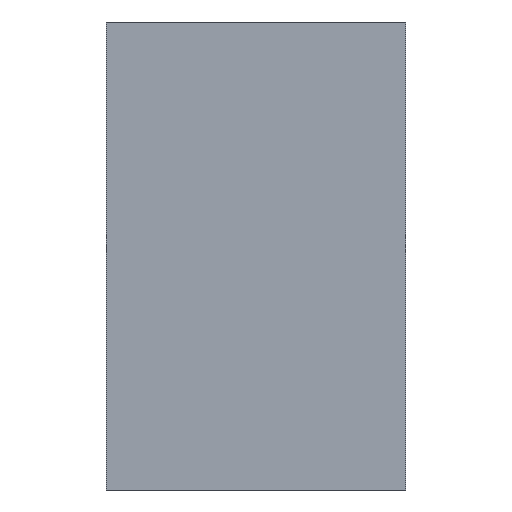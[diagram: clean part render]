
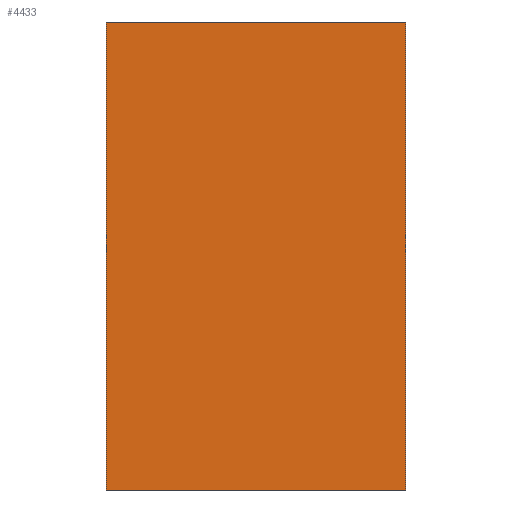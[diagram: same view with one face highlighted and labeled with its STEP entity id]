
A CAD part, left-side view. The second image highlights one B-rep face of the part: STEP entity #4433.
In plain terms, the highlighted planar face has unit normal (-1, 0, 0).
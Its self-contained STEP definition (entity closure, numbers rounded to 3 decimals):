
#60=DIRECTION('',(0.,0.,1.));
#61=VECTOR('',#60,0.5);
#62=CARTESIAN_POINT('',(-0.5,0.,-0.25));
#63=LINE('',#62,#61);
#151=DIRECTION('',(0.,1.,0.));
#152=VECTOR('',#151,0.32);
#153=CARTESIAN_POINT('',(-0.5,0.,0.25));
#154=LINE('',#153,#152);
#193=DIRECTION('',(0.,1.,0.));
#194=VECTOR('',#193,0.32);
#195=CARTESIAN_POINT('',(-0.5,0.,-0.25));
#196=LINE('',#195,#194);
#214=DIRECTION('',(0.,0.,1.));
#215=VECTOR('',#214,0.5);
#216=CARTESIAN_POINT('',(-0.5,0.32,-0.25));
#217=LINE('',#216,#215);
#3546=CARTESIAN_POINT('',(-0.5,0.,-0.25));
#3547=CARTESIAN_POINT('',(-0.5,0.,0.25));
#3548=VERTEX_POINT('',#3546);
#3549=VERTEX_POINT('',#3547);
#3554=CARTESIAN_POINT('',(-0.5,0.32,-0.25));
#3555=CARTESIAN_POINT('',(-0.5,0.32,0.25));
#3556=VERTEX_POINT('',#3554);
#3557=VERTEX_POINT('',#3555);
#4421=CARTESIAN_POINT('',(-0.5,0.,-0.25));
#4422=DIRECTION('',(-1.,0.,0.));
#4423=DIRECTION('',(0.,0.,1.));
#4424=AXIS2_PLACEMENT_3D('',#4421,#4422,#4423);
#4425=PLANE('',#4424);
#4426=ORIENTED_EDGE('',*,*,#4255,.F.);
#4427=ORIENTED_EDGE('',*,*,#4320,.T.);
#4429=ORIENTED_EDGE('',*,*,#4428,.T.);
#4430=ORIENTED_EDGE('',*,*,#4367,.F.);
#4431=EDGE_LOOP('',(#4426,#4427,#4429,#4430));
#4432=FACE_OUTER_BOUND('',#4431,.F.);
#4433=ADVANCED_FACE('',(#4432),#4425,.T.);
#4255=EDGE_CURVE('',#3548,#3549,#63,.T.);
#4320=EDGE_CURVE('',#3548,#3556,#196,.T.);
#4367=EDGE_CURVE('',#3549,#3557,#154,.T.);
#4428=EDGE_CURVE('',#3556,#3557,#217,.T.);
